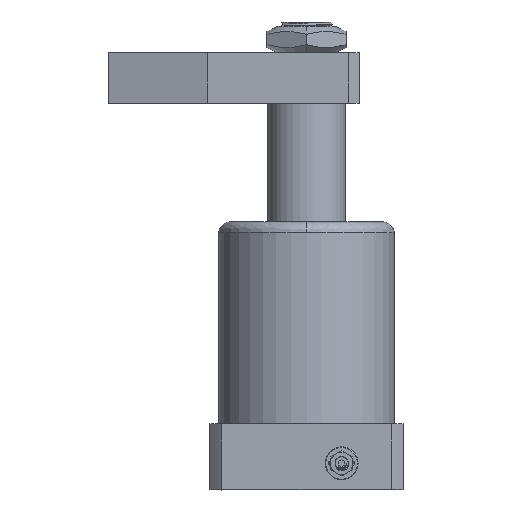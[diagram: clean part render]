
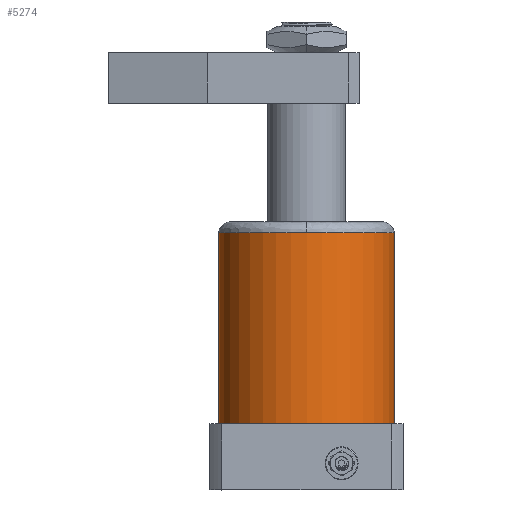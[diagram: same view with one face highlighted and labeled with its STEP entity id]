
A CAD part, top view. The second image highlights one B-rep face of the part: STEP entity #5274.
In plain terms, the highlighted cylindrical face has radius 40 mm (diameter 80 mm), a partial arc.
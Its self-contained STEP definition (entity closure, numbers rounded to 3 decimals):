
#840 = DIRECTION ( 'NONE',  ( 0., 1., 0. ) ) ;
#1298 = ORIENTED_EDGE ( 'NONE', *, *, #6214, .F. ) ;
#1666 = ORIENTED_EDGE ( 'NONE', *, *, #36042, .F. ) ;
#2705 = DIRECTION ( 'NONE',  ( 0., -1., 0. ) ) ;
#2832 = CARTESIAN_POINT ( 'NONE',  ( -40., 30., 0. ) ) ;
#4067 = DIRECTION ( 'NONE',  ( 0., 1., 0. ) ) ;
#4151 = VERTEX_POINT ( 'NONE', #12410 ) ;
#5112 = ORIENTED_EDGE ( 'NONE', *, *, #28623, .F. ) ;
#5274 = ADVANCED_FACE ( 'NONE', ( #8209 ), #7345, .T. ) ;
#5439 = VERTEX_POINT ( 'NONE', #22576 ) ;
#6214 = EDGE_CURVE ( 'NONE', #28103, #5439, #15630, .T. ) ;
#7014 = CARTESIAN_POINT ( 'NONE',  ( 0., 117., 0. ) ) ;
#7345 = CYLINDRICAL_SURFACE ( 'NONE', #22082, 40. ) ;
#8208 = EDGE_CURVE ( 'NONE', #4151, #34710, #16462, .T. ) ;
#8209 = FACE_OUTER_BOUND ( 'NONE', #12778, .T. ) ;
#8739 = DIRECTION ( 'NONE',  ( -1., 0., 0. ) ) ;
#8782 = VECTOR ( 'NONE', #24252, 1000. ) ;
#11145 = CARTESIAN_POINT ( 'NONE',  ( 0., 117., 0. ) ) ;
#11955 = CARTESIAN_POINT ( 'NONE',  ( 40., 117., 0. ) ) ;
#12410 = CARTESIAN_POINT ( 'NONE',  ( 40., 30., 0. ) ) ;
#12681 = AXIS2_PLACEMENT_3D ( 'NONE', #11145, #13938, #17015 ) ;
#12778 = EDGE_LOOP ( 'NONE', ( #21851, #32246, #1666, #1298, #5112 ) ) ;
#13125 = DIRECTION ( 'NONE',  ( 0., 1., 0. ) ) ;
#13938 = DIRECTION ( 'NONE',  ( 0., 1., 0. ) ) ;
#15630 = CIRCLE ( 'NONE', #12681, 40. ) ;
#16462 = LINE ( 'NONE', #34490, #33166 ) ;
#16694 = CARTESIAN_POINT ( 'NONE',  ( 0., 30., 0. ) ) ;
#17015 = DIRECTION ( 'NONE',  ( 0., 0., 1. ) ) ;
#17030 = CARTESIAN_POINT ( 'NONE',  ( -40., 117., 0. ) ) ;
#18413 = VERTEX_POINT ( 'NONE', #2832 ) ;
#21851 = ORIENTED_EDGE ( 'NONE', *, *, #35603, .F. ) ;
#22082 = AXIS2_PLACEMENT_3D ( 'NONE', #31825, #13125, #33143 ) ;
#22576 = CARTESIAN_POINT ( 'NONE',  ( 0., 117., 40. ) ) ;
#24252 = DIRECTION ( 'NONE',  ( 0., 1., 0. ) ) ;
#27500 = CIRCLE ( 'NONE', #28764, 40. ) ;
#28103 = VERTEX_POINT ( 'NONE', #17030 ) ;
#28623 = EDGE_CURVE ( 'NONE', #18413, #28103, #31160, .T. ) ;
#28764 = AXIS2_PLACEMENT_3D ( 'NONE', #7014, #4067, #34985 ) ;
#31160 = LINE ( 'NONE', #35432, #8782 ) ;
#31435 = CIRCLE ( 'NONE', #34206, 40. ) ;
#31825 = CARTESIAN_POINT ( 'NONE',  ( 0., 30., 0. ) ) ;
#32246 = ORIENTED_EDGE ( 'NONE', *, *, #8208, .T. ) ;
#33143 = DIRECTION ( 'NONE',  ( -1., 0., 0. ) ) ;
#33166 = VECTOR ( 'NONE', #840, 1000. ) ;
#34206 = AXIS2_PLACEMENT_3D ( 'NONE', #16694, #2705, #8739 ) ;
#34490 = CARTESIAN_POINT ( 'NONE',  ( 40., 30., 0. ) ) ;
#34710 = VERTEX_POINT ( 'NONE', #11955 ) ;
#34985 = DIRECTION ( 'NONE',  ( 0., 0., 1. ) ) ;
#35432 = CARTESIAN_POINT ( 'NONE',  ( -40., 30., 0. ) ) ;
#35603 = EDGE_CURVE ( 'NONE', #4151, #18413, #31435, .T. ) ;
#36042 = EDGE_CURVE ( 'NONE', #5439, #34710, #27500, .T. ) ;
